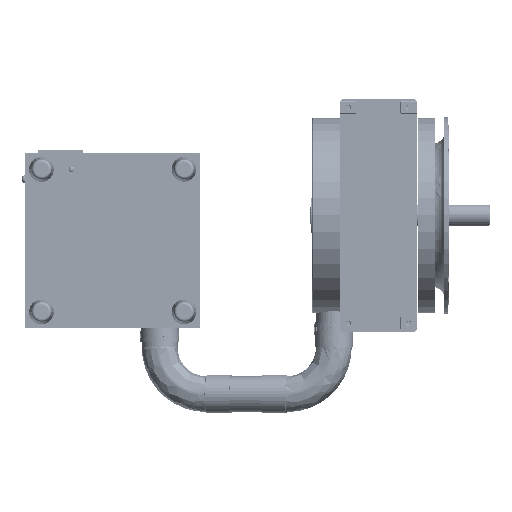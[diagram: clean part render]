
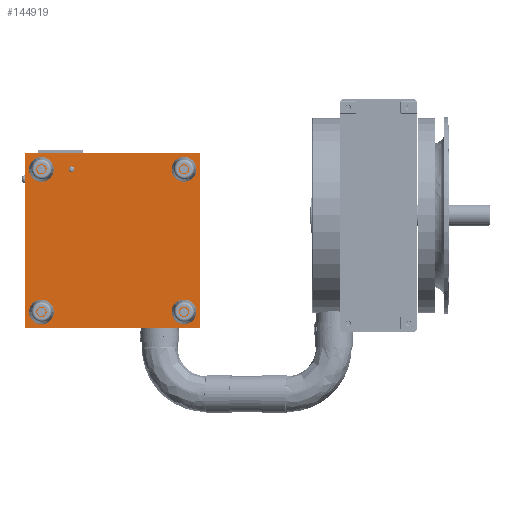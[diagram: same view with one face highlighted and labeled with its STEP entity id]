
A CAD part, front view. The second image highlights one B-rep face of the part: STEP entity #144919.
In plain terms, the highlighted planar face has unit normal (0, -1, 0).
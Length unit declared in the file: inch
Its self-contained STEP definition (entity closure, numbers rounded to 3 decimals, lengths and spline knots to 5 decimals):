
#685 = ORIENTED_EDGE ( 'NONE', *, *, #70864, .F. ) ;
#849 = EDGE_CURVE ( 'NONE', #152200, #70083, #29774, .T. ) ;
#2994 = DIRECTION ( 'NONE',  ( 0., -1., 0. ) ) ;
#4675 = DIRECTION ( 'NONE',  ( -1., 0., 0. ) ) ;
#5556 = DIRECTION ( 'NONE',  ( 0., 0., -1. ) ) ;
#6216 = CARTESIAN_POINT ( 'NONE',  ( -15.36694, 1., 2.1 ) ) ;
#8453 = DIRECTION ( 'NONE',  ( 1., 0., 0. ) ) ;
#11236 = EDGE_LOOP ( 'NONE', ( #45507, #35658 ) ) ;
#11277 = DIRECTION ( 'NONE',  ( 0., -1., 0. ) ) ;
#12675 = VERTEX_POINT ( 'NONE', #127327 ) ;
#14303 = ORIENTED_EDGE ( 'NONE', *, *, #48673, .F. ) ;
#15153 = ORIENTED_EDGE ( 'NONE', *, *, #112029, .F. ) ;
#16518 = EDGE_CURVE ( 'NONE', #90990, #28591, #118255, .T. ) ;
#18425 = DIRECTION ( 'NONE',  ( -1., 0., 0. ) ) ;
#21424 = EDGE_CURVE ( 'NONE', #139834, #47788, #92512, .T. ) ;
#22937 = CARTESIAN_POINT ( 'NONE',  ( -16.11694, 1., 2.85 ) ) ;
#23444 = AXIS2_PLACEMENT_3D ( 'NONE', #63468, #148893, #75743 ) ;
#24150 = DIRECTION ( 'NONE',  ( -1., 0., 0. ) ) ;
#24546 = CARTESIAN_POINT ( 'NONE',  ( -8.69506, 1., 2.1 ) ) ;
#28591 = VERTEX_POINT ( 'NONE', #29180 ) ;
#29180 = CARTESIAN_POINT ( 'NONE',  ( -9.03881, 1., -4.4 ) ) ;
#29774 = LINE ( 'NONE', #68810, #155916 ) ;
#31284 = CIRCLE ( 'NONE', #97941, 0.072 ) ;
#32865 = CIRCLE ( 'NONE', #66179, 0.17187 ) ;
#34691 = VECTOR ( 'NONE', #24150, 39.37008 ) ;
#35313 = CARTESIAN_POINT ( 'NONE',  ( -8.69506, 1., -4.4 ) ) ;
#35498 = CARTESIAN_POINT ( 'NONE',  ( -16.11694, 1., 2.85 ) ) ;
#35658 = ORIENTED_EDGE ( 'NONE', *, *, #21424, .F. ) ;
#37863 = VERTEX_POINT ( 'NONE', #95003 ) ;
#42877 = VECTOR ( 'NONE', #5556, 39.37008 ) ;
#45507 = ORIENTED_EDGE ( 'NONE', *, *, #125892, .F. ) ;
#47779 = DIRECTION ( 'NONE',  ( -1., 0., 0. ) ) ;
#47788 = VERTEX_POINT ( 'NONE', #53566 ) ;
#48445 = ORIENTED_EDGE ( 'NONE', *, *, #90664, .F. ) ;
#48673 = EDGE_CURVE ( 'NONE', #12675, #143259, #86027, .T. ) ;
#50482 = AXIS2_PLACEMENT_3D ( 'NONE', #126446, #53270, #138678 ) ;
#51172 = CARTESIAN_POINT ( 'NONE',  ( -13.91994, 1., 2.1 ) ) ;
#51872 = VERTEX_POINT ( 'NONE', #147926 ) ;
#52415 = CARTESIAN_POINT ( 'NONE',  ( -15.53881, 1., 2.1 ) ) ;
#53270 = DIRECTION ( 'NONE',  ( 0., -1., 0. ) ) ;
#53566 = CARTESIAN_POINT ( 'NONE',  ( -15.53881, 1., -4.4 ) ) ;
#53669 = CARTESIAN_POINT ( 'NONE',  ( -15.19506, 1., -4.4 ) ) ;
#54182 = ORIENTED_EDGE ( 'NONE', *, *, #105431, .F. ) ;
#56548 = DIRECTION ( 'NONE',  ( 0., 0., 1. ) ) ;
#56649 = DIRECTION ( 'NONE',  ( 0., -1., 0. ) ) ;
#58309 = CARTESIAN_POINT ( 'NONE',  ( -8.11694, 1., 2.85 ) ) ;
#59531 = PLANE ( 'NONE',  #69262 ) ;
#60598 = EDGE_LOOP ( 'NONE', ( #153351, #15153 ) ) ;
#61174 = AXIS2_PLACEMENT_3D ( 'NONE', #84434, #11277, #96659 ) ;
#61842 = VECTOR ( 'NONE', #56548, 39.37008 ) ;
#62014 = VERTEX_POINT ( 'NONE', #78226 ) ;
#63468 = CARTESIAN_POINT ( 'NONE',  ( -13.99194, 1., 2.1 ) ) ;
#65006 = CARTESIAN_POINT ( 'NONE',  ( -8.86694, 1., 2.1 ) ) ;
#66179 = AXIS2_PLACEMENT_3D ( 'NONE', #6216, #91667, #18425 ) ;
#67246 = LINE ( 'NONE', #145943, #34691 ) ;
#68346 = CARTESIAN_POINT ( 'NONE',  ( -16.11694, 1., 2.85 ) ) ;
#68810 = CARTESIAN_POINT ( 'NONE',  ( -8.11694, 1., 2.85 ) ) ;
#68966 = ORIENTED_EDGE ( 'NONE', *, *, #16518, .F. ) ;
#69262 = AXIS2_PLACEMENT_3D ( 'NONE', #35498, #120975, #47779 ) ;
#70083 = VERTEX_POINT ( 'NONE', #58309 ) ;
#70604 = EDGE_LOOP ( 'NONE', ( #104211, #54182, #141843, #48445 ) ) ;
#70864 = EDGE_CURVE ( 'NONE', #75377, #154500, #148802, .T. ) ;
#71093 = CARTESIAN_POINT ( 'NONE',  ( -9.03881, 1., 2.1 ) ) ;
#71428 = CARTESIAN_POINT ( 'NONE',  ( -13.99194, 1., 2.1 ) ) ;
#72263 = DIRECTION ( 'NONE',  ( 0., -1., 0. ) ) ;
#74311 = CIRCLE ( 'NONE', #74761, 0.17187 ) ;
#74761 = AXIS2_PLACEMENT_3D ( 'NONE', #65006, #150394, #77242 ) ;
#75377 = VERTEX_POINT ( 'NONE', #71093 ) ;
#75393 = CIRCLE ( 'NONE', #142820, 0.17187 ) ;
#75482 = EDGE_LOOP ( 'NONE', ( #14303, #150860 ) ) ;
#75743 = DIRECTION ( 'NONE',  ( -1., 0., 0. ) ) ;
#76135 = CARTESIAN_POINT ( 'NONE',  ( -15.36694, 1., 2.1 ) ) ;
#77242 = DIRECTION ( 'NONE',  ( -1., 0., 0. ) ) ;
#77818 = DIRECTION ( 'NONE',  ( 0., -1., 0. ) ) ;
#78226 = CARTESIAN_POINT ( 'NONE',  ( -15.19506, 1., 2.1 ) ) ;
#78679 = CARTESIAN_POINT ( 'NONE',  ( -8.11694, 1., 2.85 ) ) ;
#83775 = DIRECTION ( 'NONE',  ( -1., 0., 0. ) ) ;
#84434 = CARTESIAN_POINT ( 'NONE',  ( -8.86694, 1., -4.4 ) ) ;
#86027 = CIRCLE ( 'NONE', #23444, 0.072 ) ;
#87473 = FACE_BOUND ( 'NONE', #149764, .T. ) ;
#88010 = EDGE_LOOP ( 'NONE', ( #108959, #68966 ) ) ;
#88424 = DIRECTION ( 'NONE',  ( -1., 0., 0. ) ) ;
#90664 = EDGE_CURVE ( 'NONE', #70083, #37863, #136525, .T. ) ;
#90990 = VERTEX_POINT ( 'NONE', #35313 ) ;
#91289 = FACE_BOUND ( 'NONE', #11236, .T. ) ;
#91667 = DIRECTION ( 'NONE',  ( 0., -1., 0. ) ) ;
#92512 = CIRCLE ( 'NONE', #110852, 0.17187 ) ;
#95003 = CARTESIAN_POINT ( 'NONE',  ( -8.11694, 1., -5.15 ) ) ;
#96659 = DIRECTION ( 'NONE',  ( -1., 0., 0. ) ) ;
#97050 = CIRCLE ( 'NONE', #61174, 0.17187 ) ;
#97941 = AXIS2_PLACEMENT_3D ( 'NONE', #71428, #156875, #83775 ) ;
#100356 = ORIENTED_EDGE ( 'NONE', *, *, #133990, .F. ) ;
#104211 = ORIENTED_EDGE ( 'NONE', *, *, #849, .F. ) ;
#105431 = EDGE_CURVE ( 'NONE', #51872, #152200, #126834, .T. ) ;
#108959 = ORIENTED_EDGE ( 'NONE', *, *, #114737, .F. ) ;
#110852 = AXIS2_PLACEMENT_3D ( 'NONE', #150946, #77818, #4675 ) ;
#112029 = EDGE_CURVE ( 'NONE', #62014, #140290, #130133, .T. ) ;
#114737 = EDGE_CURVE ( 'NONE', #28591, #90990, #97050, .T. ) ;
#118255 = CIRCLE ( 'NONE', #135778, 0.17187 ) ;
#119967 = FACE_BOUND ( 'NONE', #60598, .T. ) ;
#120975 = DIRECTION ( 'NONE',  ( 0., -1., 0. ) ) ;
#123612 = EDGE_CURVE ( 'NONE', #37863, #51872, #67246, .T. ) ;
#123759 = FACE_OUTER_BOUND ( 'NONE', #70604, .T. ) ;
#125892 = EDGE_CURVE ( 'NONE', #47788, #139834, #75393, .T. ) ;
#126446 = CARTESIAN_POINT ( 'NONE',  ( -8.86694, 1., 2.1 ) ) ;
#126834 = LINE ( 'NONE', #68346, #61842 ) ;
#127327 = CARTESIAN_POINT ( 'NONE',  ( -14.06394, 1., 2.1 ) ) ;
#129866 = CARTESIAN_POINT ( 'NONE',  ( -15.36694, 1., -4.4 ) ) ;
#130133 = CIRCLE ( 'NONE', #140500, 0.17187 ) ;
#133990 = EDGE_CURVE ( 'NONE', #154500, #75377, #74311, .T. ) ;
#135778 = AXIS2_PLACEMENT_3D ( 'NONE', #145431, #72263, #157694 ) ;
#136525 = LINE ( 'NONE', #78679, #42877 ) ;
#138678 = DIRECTION ( 'NONE',  ( -1., 0., 0. ) ) ;
#139834 = VERTEX_POINT ( 'NONE', #53669 ) ;
#140290 = VERTEX_POINT ( 'NONE', #52415 ) ;
#140500 = AXIS2_PLACEMENT_3D ( 'NONE', #76135, #2994, #88424 ) ;
#141843 = ORIENTED_EDGE ( 'NONE', *, *, #123612, .F. ) ;
#142067 = DIRECTION ( 'NONE',  ( -1., 0., 0. ) ) ;
#142820 = AXIS2_PLACEMENT_3D ( 'NONE', #129866, #56649, #142067 ) ;
#143259 = VERTEX_POINT ( 'NONE', #51172 ) ;
#144919 = ADVANCED_FACE ( 'NONE', ( #152401, #156229, #91289, #119967, #87473, #123759 ), #59531, .T. ) ;
#145431 = CARTESIAN_POINT ( 'NONE',  ( -8.86694, 1., -4.4 ) ) ;
#145943 = CARTESIAN_POINT ( 'NONE',  ( -8.11694, 1., -5.15 ) ) ;
#147926 = CARTESIAN_POINT ( 'NONE',  ( -16.11694, 1., -5.15 ) ) ;
#148802 = CIRCLE ( 'NONE', #50482, 0.17187 ) ;
#148893 = DIRECTION ( 'NONE',  ( 0., -1., 0. ) ) ;
#149764 = EDGE_LOOP ( 'NONE', ( #685, #100356 ) ) ;
#150394 = DIRECTION ( 'NONE',  ( 0., -1., 0. ) ) ;
#150860 = ORIENTED_EDGE ( 'NONE', *, *, #155778, .F. ) ;
#150946 = CARTESIAN_POINT ( 'NONE',  ( -15.36694, 1., -4.4 ) ) ;
#152200 = VERTEX_POINT ( 'NONE', #22937 ) ;
#152401 = FACE_BOUND ( 'NONE', #75482, .T. ) ;
#153351 = ORIENTED_EDGE ( 'NONE', *, *, #155299, .F. ) ;
#154500 = VERTEX_POINT ( 'NONE', #24546 ) ;
#155299 = EDGE_CURVE ( 'NONE', #140290, #62014, #32865, .T. ) ;
#155778 = EDGE_CURVE ( 'NONE', #143259, #12675, #31284, .T. ) ;
#155916 = VECTOR ( 'NONE', #8453, 39.37008 ) ;
#156229 = FACE_BOUND ( 'NONE', #88010, .T. ) ;
#156875 = DIRECTION ( 'NONE',  ( 0., -1., 0. ) ) ;
#157694 = DIRECTION ( 'NONE',  ( -1., 0., 0. ) ) ;
